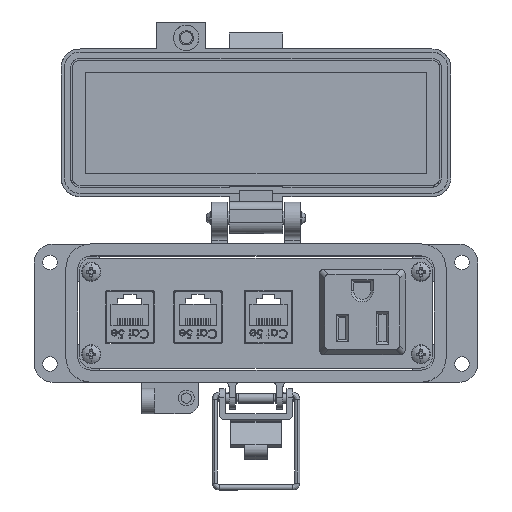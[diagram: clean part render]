
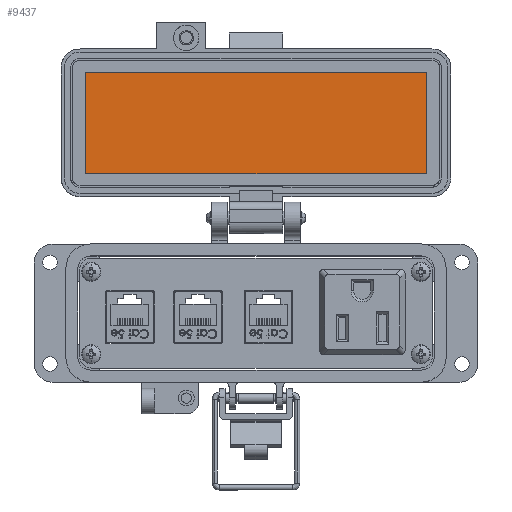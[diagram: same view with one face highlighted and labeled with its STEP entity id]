
A CAD part, top view. The second image highlights one B-rep face of the part: STEP entity #9437.
In plain terms, the highlighted planar face has unit normal (0, 0, 1).
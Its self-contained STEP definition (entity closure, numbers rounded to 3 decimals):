
#3148 = LINE ( 'NONE', #7505, #12951 ) ;
#3468 = EDGE_CURVE ( 'NONE', #31379, #18046, #24176, .T. ) ;
#5576 = PLANE ( 'NONE',  #17973 ) ;
#6538 = EDGE_LOOP ( 'NONE', ( #18406, #52889, #27623, #38949 ) ) ;
#7111 = EDGE_CURVE ( 'NONE', #52226, #31379, #41949, .T. ) ;
#7121 = DIRECTION ( 'NONE',  ( -1., 0., 0. ) ) ;
#7423 = CARTESIAN_POINT ( 'NONE',  ( 53.75, 67.154, -25.55 ) ) ;
#7505 = CARTESIAN_POINT ( 'NONE',  ( -8.5, 83.154, -25.55 ) ) ;
#9437 = ADVANCED_FACE ( 'NONE', ( #27275 ), #5576, .T. ) ;
#10342 = EDGE_CURVE ( 'NONE', #18046, #19644, #3148, .T. ) ;
#10617 = CARTESIAN_POINT ( 'NONE',  ( 53.75, 51.154, -25.55 ) ) ;
#12951 = VECTOR ( 'NONE', #44512, 1000. ) ;
#15456 = VECTOR ( 'NONE', #44910, 1000. ) ;
#17973 = AXIS2_PLACEMENT_3D ( 'NONE', #51196, #51016, #34588 ) ;
#18046 = VERTEX_POINT ( 'NONE', #35167 ) ;
#18406 = ORIENTED_EDGE ( 'NONE', *, *, #10342, .F. ) ;
#19644 = VERTEX_POINT ( 'NONE', #31290 ) ;
#24176 = LINE ( 'NONE', #47041, #44880 ) ;
#27275 = FACE_OUTER_BOUND ( 'NONE', #6538, .T. ) ;
#27623 = ORIENTED_EDGE ( 'NONE', *, *, #7111, .F. ) ;
#31290 = CARTESIAN_POINT ( 'NONE',  ( 53.75, 83.154, -25.55 ) ) ;
#31379 = VERTEX_POINT ( 'NONE', #48068 ) ;
#31949 = CARTESIAN_POINT ( 'NONE',  ( 42., 51.154, -25.55 ) ) ;
#34588 = DIRECTION ( 'NONE',  ( 0., -1., 0. ) ) ;
#35167 = CARTESIAN_POINT ( 'NONE',  ( -53.75, 83.154, -25.55 ) ) ;
#38720 = LINE ( 'NONE', #7423, #15456 ) ;
#38949 = ORIENTED_EDGE ( 'NONE', *, *, #39975, .F. ) ;
#39975 = EDGE_CURVE ( 'NONE', #19644, #52226, #38720, .T. ) ;
#40686 = VECTOR ( 'NONE', #7121, 1000. ) ;
#41949 = LINE ( 'NONE', #31949, #40686 ) ;
#44512 = DIRECTION ( 'NONE',  ( 1., 0., 0. ) ) ;
#44880 = VECTOR ( 'NONE', #51195, 1000. ) ;
#44910 = DIRECTION ( 'NONE',  ( 0., -1., 0. ) ) ;
#47041 = CARTESIAN_POINT ( 'NONE',  ( -53.75, 67.154, -25.55 ) ) ;
#48068 = CARTESIAN_POINT ( 'NONE',  ( -53.75, 51.154, -25.55 ) ) ;
#51016 = DIRECTION ( 'NONE',  ( 0., 0., 1. ) ) ;
#51195 = DIRECTION ( 'NONE',  ( 0., 1., 0. ) ) ;
#51196 = CARTESIAN_POINT ( 'NONE',  ( -8.5, 67.154, -25.55 ) ) ;
#52226 = VERTEX_POINT ( 'NONE', #10617 ) ;
#52889 = ORIENTED_EDGE ( 'NONE', *, *, #3468, .F. ) ;
